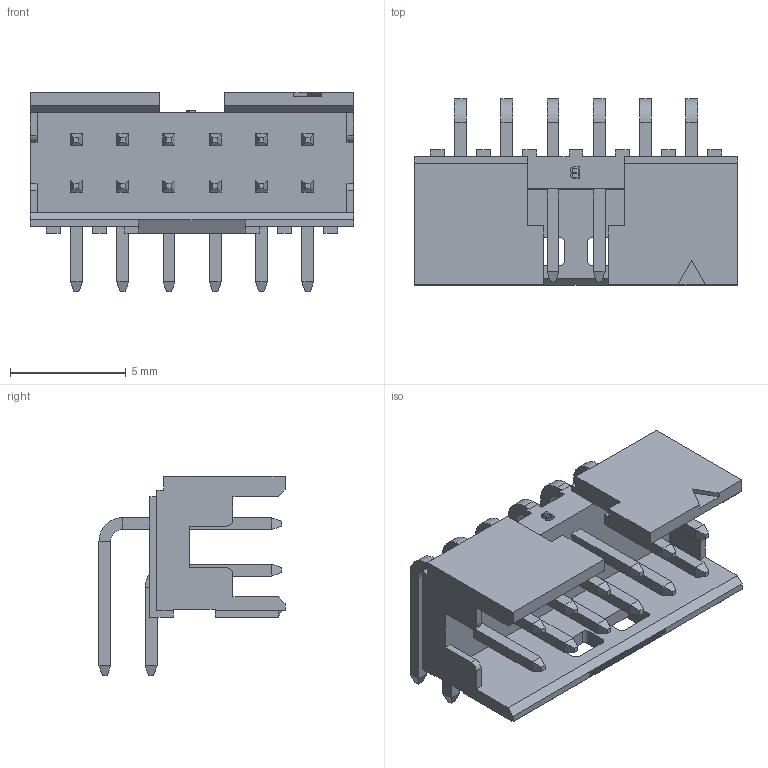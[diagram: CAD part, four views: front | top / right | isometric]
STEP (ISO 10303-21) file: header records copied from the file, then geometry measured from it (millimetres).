
FILE_DESCRIPTION(('FreeCAD Model'),'2;1');
FILE_NAME('98464-Y61-12_SW0001.step', '2017-02-22T14:46:59',('kicad StepUp'),('ksu MCAD'), 'Open CASCADE STEP processor 6.8','FreeCAD','Unknown');
FILE_SCHEMA(('AUTOMOTIVE_DESIGN_CC2 { 1 2 10303 214 -1 1 5 4 }'));
Length unit declared in the file: millimetre
Products named in the file (1): 98464-Y61-12_SW0001
Bounding box: 14 x 8.04 x 8.62 mm (x, y, z)
Volume: 221.2 mm3; surface area: 764 mm2
Topology: 1 solids, 1 shells, 514 faces, 1369 edges, 852 vertices
Faces by surface type: plane 484, cylinder 30
Entity records: 15540 total; most frequent: ORIENTED_EDGE 2738, CARTESIAN_POINT 2736, DIRECTION 2465, EDGE_CURVE 1369, LINE 1303, VECTOR 1303, VERTEX_POINT 852, AXIS2_PLACEMENT_3D 581
